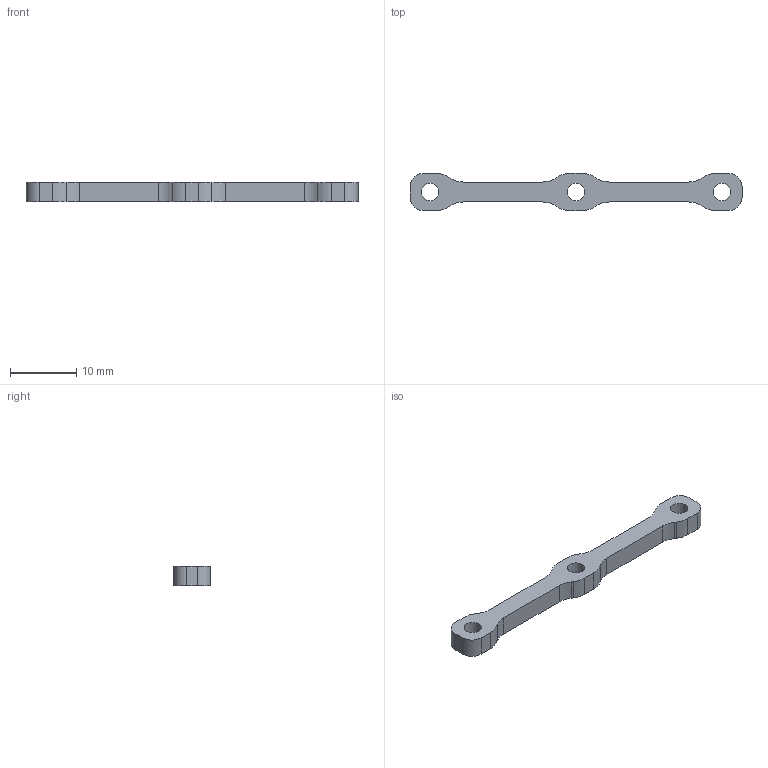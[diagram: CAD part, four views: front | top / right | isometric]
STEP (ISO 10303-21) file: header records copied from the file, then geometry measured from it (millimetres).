
FILE_DESCRIPTION (( 'STEP AP214' ), '1' );
FILE_NAME ('011_HipZSpacer3mm_Alu_NimbroOP_v0.1.STEP', '2012-10-07T10:36:23', ( 'schreiber' ), ( '' ), 'SwSTEP 2.0', 'SolidWorks 2012', '' );
FILE_SCHEMA (( 'AUTOMOTIVE_DESIGN' ));
Length unit declared in the file: millimetre
Products named in the file (1): 011_HipZSpacer3mm_Alu_NimbroOP_v0.1
Bounding box: 50 x 5.6 x 3 mm (x, y, z)
Volume: 532.3 mm3; surface area: 758.2 mm2
Topology: 1 solids, 1 shells, 48 faces, 138 edges, 92 vertices
Faces by surface type: cylinder 26, plane 22
Entity records: 1640 total; most frequent: DIRECTION 288, CARTESIAN_POINT 279, ORIENTED_EDGE 276, EDGE_CURVE 138, AXIS2_PLACEMENT_3D 101, VERTEX_POINT 92, LINE 86, VECTOR 86
